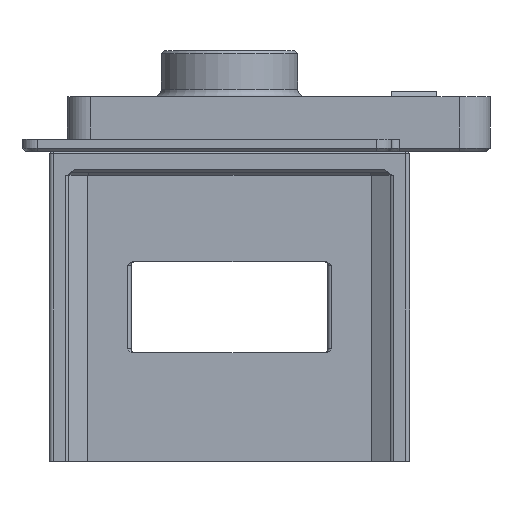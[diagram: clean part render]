
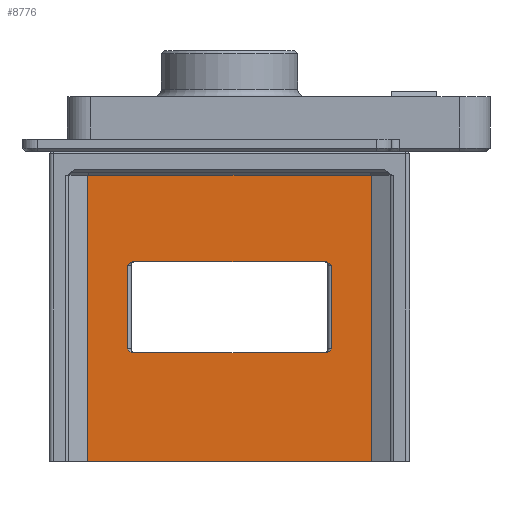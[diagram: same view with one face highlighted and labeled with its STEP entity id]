
A CAD part, front view. The second image highlights one B-rep face of the part: STEP entity #8776.
In plain terms, the highlighted planar face has unit normal (0, -1, 0).
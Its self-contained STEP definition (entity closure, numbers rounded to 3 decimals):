
#103=FACE_BOUND('',#1514,.T.);
#382=PLANE('',#9813);
#921=FACE_OUTER_BOUND('',#1513,.T.);
#1513=EDGE_LOOP('',(#7970,#7971,#7972,#7973));
#1514=EDGE_LOOP('',(#7974,#7975,#7976,#7977,#7978,#7979,#7980,#7981));
#2109=B_SPLINE_CURVE_WITH_KNOTS('',3,(#17531,#17532,#17533,#17534,#17535,
#17536),.UNSPECIFIED.,.F.,.F.,(4,2,4),(0.,0.059,0.097),
 .UNSPECIFIED.);
#2112=B_SPLINE_CURVE_WITH_KNOTS('',3,(#17588,#17589,#17590,#17591,#17592,
#17593),.UNSPECIFIED.,.F.,.F.,(4,2,4),(0.253,0.291,
0.35),.UNSPECIFIED.);
#2114=B_SPLINE_CURVE_WITH_KNOTS('',3,(#17623,#17624,#17625,#17626,#17627,
#17628),.UNSPECIFIED.,.F.,.F.,(4,2,4),(0.253,0.291,
0.35),.UNSPECIFIED.);
#2115=B_SPLINE_CURVE_WITH_KNOTS('',3,(#17635,#17636,#17637,#17638,#17639,
#17640),.UNSPECIFIED.,.F.,.F.,(4,2,4),(0.,0.059,0.097),
 .UNSPECIFIED.);
#2628=LINE('',#17557,#3280);
#2635=LINE('',#17605,#3287);
#2639=LINE('',#17656,#3291);
#2642=LINE('',#17662,#3294);
#2692=LINE('',#17970,#3344);
#2703=LINE('',#18007,#3355);
#2708=LINE('',#18016,#3360);
#2777=LINE('',#18280,#3429);
#3280=VECTOR('',#11879,10.);
#3287=VECTOR('',#11914,10.);
#3291=VECTOR('',#11948,10.);
#3294=VECTOR('',#11957,10.);
#3344=VECTOR('',#12191,10.);
#3355=VECTOR('',#12226,10.);
#3360=VECTOR('',#12233,10.);
#3429=VECTOR('',#12504,10.);
#4001=VERTEX_POINT('',#17528);
#4002=VERTEX_POINT('',#17530);
#4007=VERTEX_POINT('',#17556);
#4017=VERTEX_POINT('',#17586);
#4018=VERTEX_POINT('',#17587);
#4022=VERTEX_POINT('',#17603);
#4026=VERTEX_POINT('',#17622);
#4028=VERTEX_POINT('',#17633);
#4095=VERTEX_POINT('',#17957);
#4100=VERTEX_POINT('',#17968);
#4114=VERTEX_POINT('',#18006);
#4117=VERTEX_POINT('',#18014);
#5147=EDGE_CURVE('',#4001,#4002,#2109,.T.);
#5155=EDGE_CURVE('',#4007,#4002,#2628,.T.);
#5167=EDGE_CURVE('',#4017,#4018,#2112,.T.);
#5174=EDGE_CURVE('',#4017,#4022,#2635,.T.);
#5180=EDGE_CURVE('',#4007,#4026,#2114,.T.);
#5184=EDGE_CURVE('',#4028,#4022,#2115,.T.);
#5190=EDGE_CURVE('',#4018,#4001,#2639,.T.);
#5193=EDGE_CURVE('',#4026,#4028,#2642,.T.);
#5307=EDGE_CURVE('',#4100,#4095,#2692,.T.);
#5325=EDGE_CURVE('',#4095,#4114,#2703,.F.);
#5330=EDGE_CURVE('',#4100,#4117,#2708,.T.);
#5457=EDGE_CURVE('',#4114,#4117,#2777,.T.);
#7970=ORIENTED_EDGE('',*,*,#5307,.F.);
#7971=ORIENTED_EDGE('',*,*,#5330,.T.);
#7972=ORIENTED_EDGE('',*,*,#5457,.F.);
#7973=ORIENTED_EDGE('',*,*,#5325,.F.);
#7974=ORIENTED_EDGE('',*,*,#5174,.T.);
#7975=ORIENTED_EDGE('',*,*,#5184,.F.);
#7976=ORIENTED_EDGE('',*,*,#5193,.F.);
#7977=ORIENTED_EDGE('',*,*,#5180,.F.);
#7978=ORIENTED_EDGE('',*,*,#5155,.T.);
#7979=ORIENTED_EDGE('',*,*,#5147,.F.);
#7980=ORIENTED_EDGE('',*,*,#5190,.F.);
#7981=ORIENTED_EDGE('',*,*,#5167,.F.);
#8776=ADVANCED_FACE('',(#921,#103),#382,.T.);
#9813=AXIS2_PLACEMENT_3D('',#18299,#12532,#12533);
#11879=DIRECTION('',(1.,0.,0.));
#11914=DIRECTION('',(-1.,0.,0.));
#11948=DIRECTION('',(0.,0.,1.));
#11957=DIRECTION('',(0.,0.,-1.));
#12191=DIRECTION('',(1.,0.,0.));
#12226=DIRECTION('',(0.,0.,1.));
#12233=DIRECTION('',(0.,0.,-1.));
#12504=DIRECTION('',(-1.,0.,0.));
#12532=DIRECTION('center_axis',(0.,-1.,0.));
#12533=DIRECTION('ref_axis',(-1.,0.,0.));
#17528=CARTESIAN_POINT('',(13.5,8.65,-15.11));
#17530=CARTESIAN_POINT('',(12.634,8.65,-14.61));
#17531=CARTESIAN_POINT('Ctrl Pts',(13.5,8.65,-15.11));
#17532=CARTESIAN_POINT('Ctrl Pts',(13.361,8.65,-14.971));
#17533=CARTESIAN_POINT('Ctrl Pts',(13.192,8.65,-14.808));
#17534=CARTESIAN_POINT('Ctrl Pts',(12.908,8.65,-14.655));
#17535=CARTESIAN_POINT('Ctrl Pts',(12.761,8.65,-14.61));
#17536=CARTESIAN_POINT('Ctrl Pts',(12.634,8.65,-14.61));
#17556=CARTESIAN_POINT('',(-12.634,8.65,-14.61));
#17557=CARTESIAN_POINT('',(15.528,8.65,-14.61));
#17586=CARTESIAN_POINT('',(12.634,8.65,-26.61));
#17587=CARTESIAN_POINT('',(13.5,8.65,-26.11));
#17588=CARTESIAN_POINT('Ctrl Pts',(12.634,8.65,-26.61));
#17589=CARTESIAN_POINT('Ctrl Pts',(12.761,8.65,-26.61));
#17590=CARTESIAN_POINT('Ctrl Pts',(12.908,8.65,-26.565));
#17591=CARTESIAN_POINT('Ctrl Pts',(13.192,8.65,-26.412));
#17592=CARTESIAN_POINT('Ctrl Pts',(13.361,8.65,-26.249));
#17593=CARTESIAN_POINT('Ctrl Pts',(13.5,8.65,-26.11));
#17603=CARTESIAN_POINT('',(-12.634,8.65,-26.61));
#17605=CARTESIAN_POINT('',(2.528,8.65,-26.61));
#17622=CARTESIAN_POINT('',(-13.5,8.65,-15.11));
#17623=CARTESIAN_POINT('Ctrl Pts',(-12.634,8.65,-14.61));
#17624=CARTESIAN_POINT('Ctrl Pts',(-12.761,8.65,-14.61));
#17625=CARTESIAN_POINT('Ctrl Pts',(-12.908,8.65,-14.655));
#17626=CARTESIAN_POINT('Ctrl Pts',(-13.192,8.65,-14.808));
#17627=CARTESIAN_POINT('Ctrl Pts',(-13.361,8.65,-14.971));
#17628=CARTESIAN_POINT('Ctrl Pts',(-13.5,8.65,-15.11));
#17633=CARTESIAN_POINT('',(-13.5,8.65,-26.11));
#17635=CARTESIAN_POINT('Ctrl Pts',(-13.5,8.65,-26.11));
#17636=CARTESIAN_POINT('Ctrl Pts',(-13.361,8.65,-26.249));
#17637=CARTESIAN_POINT('Ctrl Pts',(-13.192,8.65,-26.412));
#17638=CARTESIAN_POINT('Ctrl Pts',(-12.908,8.65,-26.565));
#17639=CARTESIAN_POINT('Ctrl Pts',(-12.761,8.65,-26.61));
#17640=CARTESIAN_POINT('Ctrl Pts',(-12.634,8.65,-26.61));
#17656=CARTESIAN_POINT('',(13.5,8.65,-13.305));
#17662=CARTESIAN_POINT('',(-13.5,8.65,-7.305));
#17957=CARTESIAN_POINT('',(18.709,8.65,-3.2));
#17968=CARTESIAN_POINT('',(-18.709,8.65,-3.2));
#17970=CARTESIAN_POINT('',(9.028,8.65,-3.2));
#18006=CARTESIAN_POINT('',(18.709,8.65,-40.971));
#18007=CARTESIAN_POINT('',(18.709,8.65,0.));
#18014=CARTESIAN_POINT('',(-18.709,8.65,-40.971));
#18016=CARTESIAN_POINT('',(-18.709,8.65,0.));
#18280=CARTESIAN_POINT('',(9.028,8.65,-40.971));
#18299=CARTESIAN_POINT('Origin',(18.056,8.65,0.));
